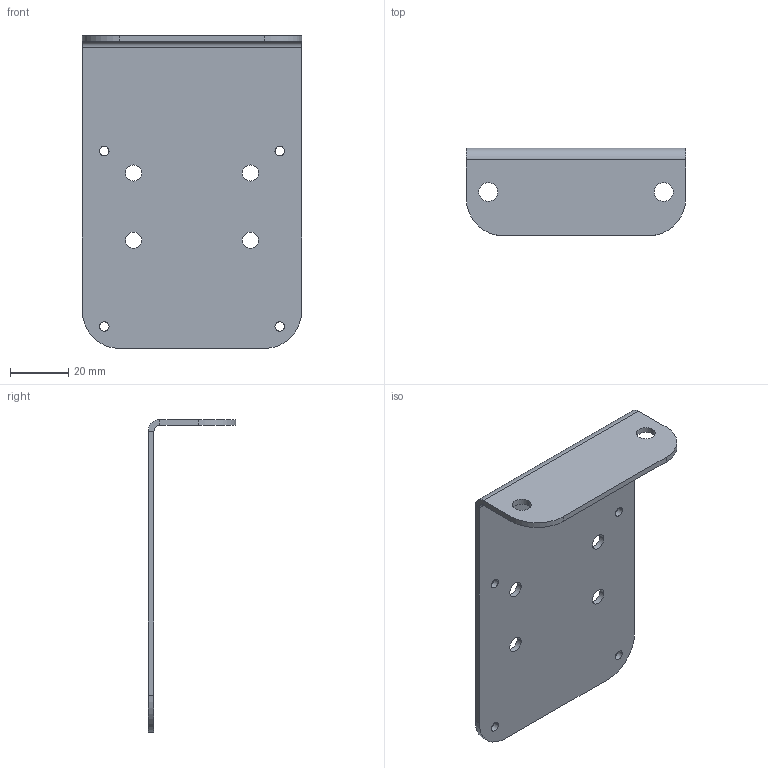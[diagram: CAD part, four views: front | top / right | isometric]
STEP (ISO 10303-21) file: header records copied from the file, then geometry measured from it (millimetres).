
FILE_DESCRIPTION((''),'2;1');
FILE_NAME('241370_ASM','2024-03-12T11:38:58',('banengservice'),('BANNER ENGINEERING'),'CREO PARAMETRIC BY PTC INC, 2022414','CREO PARAMETRIC BY PTC INC, 2022414','');
FILE_SCHEMA(('CONFIG_CONTROL_DESIGN'));
Length unit declared in the file: millimetre
Products named in the file (2): 241370_EP01; 241370_ASM
Assembly tree (1 placements, depth 2):
  241370_ASM
    241370_EP01
Bounding box: 75 x 30 x 107 mm (x, y, z)
Volume: 19390.8 mm3; surface area: 20483.6 mm2
Topology: 1 solids, 1 shells, 38 faces, 100 edges, 64 vertices
Faces by surface type: cylinder 26, plane 12
Entity records: 1299 total; most frequent: DIRECTION 234, CARTESIAN_POINT 205, ORIENTED_EDGE 200, EDGE_CURVE 100, AXIS2_PLACEMENT_3D 93, VERTEX_POINT 64, EDGE_LOOP 58, CIRCLE 52
